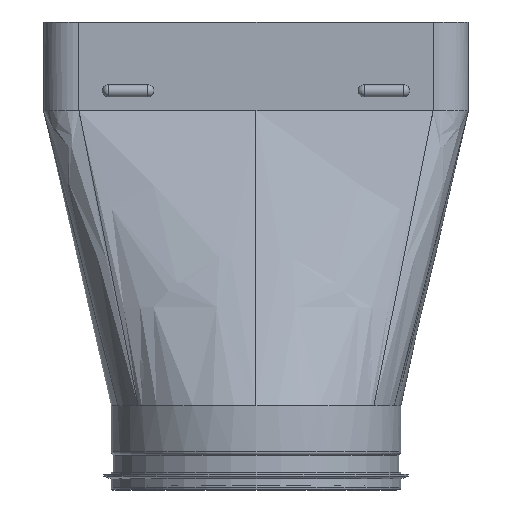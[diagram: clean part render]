
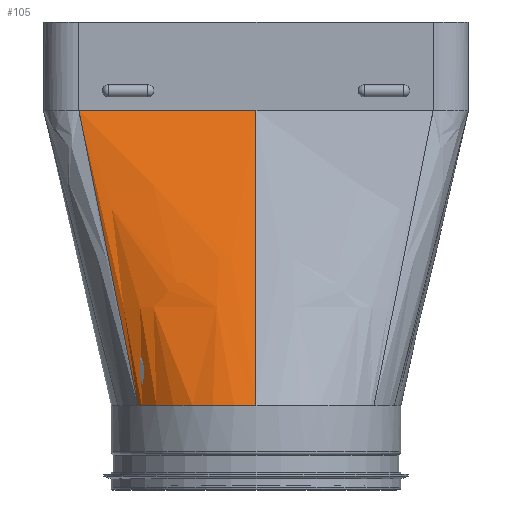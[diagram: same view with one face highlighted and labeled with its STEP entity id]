
A CAD part, front view. The second image highlights one B-rep face of the part: STEP entity #105.
In plain terms, the highlighted free-form (B-spline) face has degree [3, 1] with [16, 2] control points.
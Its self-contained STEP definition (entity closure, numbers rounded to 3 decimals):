
#105=ADVANCED_FACE('',(#247),#248,.T.);
#247=FACE_OUTER_BOUND('',#962,.T.);
#248=B_SPLINE_SURFACE_WITH_KNOTS('',3,1,((#963,#964),(#965,#966),(#967,#968),(#969,#970),(#971,#972),(#973,#974),(#975,#976),(#977,#978),(#979,#980),(#981,#982),(#983,#984),(#985,#986),(#987,#988),(#989,#990),(#991,#992),(#993,#994)),.UNSPECIFIED.,.F.,.F.,.F.,(4,3,3,3,3,4),(2,2),(0.498,0.513,0.641,0.769,0.897,1.0),(0.0,1.0),.UNSPECIFIED.);
#962=EDGE_LOOP('',(#2315,#2316,#2317,#2318,#2319));
#963=CARTESIAN_POINT('',(-72.123,0.,50.936));
#964=CARTESIAN_POINT('',(-68.781,-64.21,-99.064));
#965=CARTESIAN_POINT('',(-72.972,0.,50.936));
#966=CARTESIAN_POINT('',(-69.472,-64.245,-99.064));
#967=CARTESIAN_POINT('',(-73.82,0.,50.936));
#968=CARTESIAN_POINT('',(-70.164,-64.269,-99.064));
#969=CARTESIAN_POINT('',(-74.668,0.,50.936));
#970=CARTESIAN_POINT('',(-70.856,-64.284,-99.064));
#971=CARTESIAN_POINT('',(-82.359,0.,50.936));
#972=CARTESIAN_POINT('',(-77.131,-64.416,-99.064));
#973=CARTESIAN_POINT('',(-90.051,0.,50.936));
#974=CARTESIAN_POINT('',(-83.422,-63.742,-99.064));
#975=CARTESIAN_POINT('',(-97.742,0.,50.936));
#976=CARTESIAN_POINT('',(-89.527,-62.283,-99.064));
#977=CARTESIAN_POINT('',(-105.429,0.,50.936));
#978=CARTESIAN_POINT('',(-95.627,-60.825,-99.064));
#979=CARTESIAN_POINT('',(-113.115,0.,50.936));
#980=CARTESIAN_POINT('',(-101.54,-58.584,-99.064));
#981=CARTESIAN_POINT('',(-120.801,0.,50.936));
#982=CARTESIAN_POINT('',(-107.074,-55.632,-99.064));
#983=CARTESIAN_POINT('',(-128.492,0.,50.936));
#984=CARTESIAN_POINT('',(-112.611,-52.679,-99.064));
#985=CARTESIAN_POINT('',(-136.182,0.,50.936));
#986=CARTESIAN_POINT('',(-117.768,-49.014,-99.064));
#987=CARTESIAN_POINT('',(-143.872,0.,50.936));
#988=CARTESIAN_POINT('',(-122.378,-44.756,-99.064));
#989=CARTESIAN_POINT('',(-150.051,0.,50.936));
#990=CARTESIAN_POINT('',(-126.082,-41.335,-99.064));
#991=CARTESIAN_POINT('',(-156.23,0.,50.936));
#992=CARTESIAN_POINT('',(-129.434,-37.533,-99.064));
#993=CARTESIAN_POINT('',(-162.41,0.,50.936));
#994=CARTESIAN_POINT('',(-132.362,-33.428,-99.064));
#2315=ORIENTED_EDGE('',*,*,#2960,.T.);
#2316=ORIENTED_EDGE('',*,*,#2961,.F.);
#2317=ORIENTED_EDGE('',*,*,#2962,.T.);
#2318=ORIENTED_EDGE('',*,*,#2924,.F.);
#2319=ORIENTED_EDGE('',*,*,#2923,.F.);
#2923=EDGE_CURVE('',#3425,#3427,#3428,.T.);
#2924=EDGE_CURVE('',#3427,#3429,#3430,.T.);
#2960=EDGE_CURVE('',#3425,#3490,#3491,.T.);
#2961=EDGE_CURVE('',#3492,#3490,#3493,.T.);
#2962=EDGE_CURVE('',#3492,#3429,#3494,.T.);
#3425=VERTEX_POINT('',#4471);
#3427=VERTEX_POINT('',#4473);
#3428=CIRCLE('',#4474,73.65);
#3429=VERTEX_POINT('',#4475);
#3430=CIRCLE('',#4476,73.65);
#3490=VERTEX_POINT('',#4710);
#3491=B_SPLINE_CURVE_WITH_KNOTS('',3,(#4711,#4712,#4713,#4714,#4715,#4716),.UNSPECIFIED.,.F.,.F.,(4,2,4),(-168.262,-82.373,-0.0),.UNSPECIFIED.);
#3492=VERTEX_POINT('',#4717);
#3493=LINE('',#4718,#4719);
#3494=LINE('',#4720,#4721);
#4471=CARTESIAN_POINT('',(-72.41,-64.3,-99.064));
#4473=CARTESIAN_POINT('',(-130.472,-35.961,-99.064));
#4474=AXIS2_PLACEMENT_3D('',#5193,#5194,#5195);
#4475=CARTESIAN_POINT('',(-132.362,-33.428,-99.064));
#4476=AXIS2_PLACEMENT_3D('',#5196,#5197,#5198);
#4710=CARTESIAN_POINT('',(-72.41,0.,50.936));
#4711=CARTESIAN_POINT('',(-72.41,-64.3,-99.064));
#4712=CARTESIAN_POINT('',(-72.41,-54.143,-75.369));
#4713=CARTESIAN_POINT('',(-72.41,-43.692,-51.01));
#4714=CARTESIAN_POINT('',(-72.41,-21.032,1.836));
#4715=CARTESIAN_POINT('',(-72.41,-10.807,25.694));
#4716=CARTESIAN_POINT('',(-72.41,0.,50.936));
#4717=CARTESIAN_POINT('',(-162.41,0.,50.936));
#4718=CARTESIAN_POINT('',(-162.41,0.,50.936));
#4719=VECTOR('',#5254,1.0);
#4720=CARTESIAN_POINT('',(-162.41,0.,50.936));
#4721=VECTOR('',#5255,156.59);
#5193=CARTESIAN_POINT('',(-72.41,9.35,-99.064));
#5194=DIRECTION('',(0.0,0.0,-1.0));
#5195=DIRECTION('',(1.0,0.0,0.0));
#5196=CARTESIAN_POINT('',(-72.41,9.35,-99.064));
#5197=DIRECTION('',(0.0,0.0,-1.0));
#5198=DIRECTION('',(1.0,0.0,0.0));
#5254=DIRECTION('',(1.0,0.,0.));
#5255=DIRECTION('',(0.192,-0.213,-0.958));
